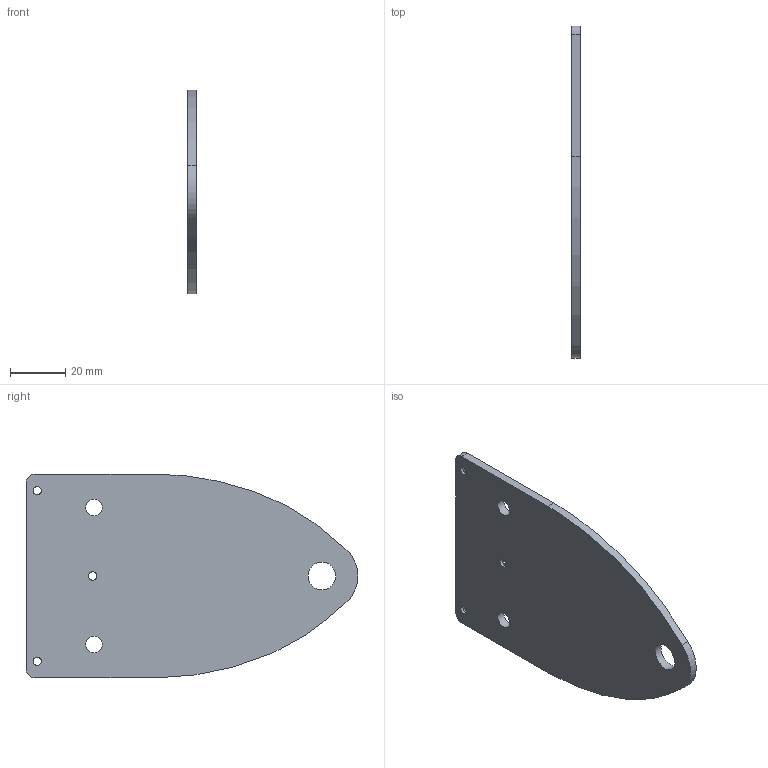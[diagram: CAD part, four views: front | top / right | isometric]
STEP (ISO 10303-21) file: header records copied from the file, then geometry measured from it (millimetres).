
FILE_DESCRIPTION(/* description */ (''),/* implementation_level */ '2;1');
FILE_NAME(/* name */ 'BR-14-trolleyside.stp',/* time_stamp */ '2021-07-14T21:46:28+01:00',/* author */ ('hobly'),/* organization */ (''),/* preprocessor_version */ 'ST-DEVELOPER v18',/* originating_system */ 'Autodesk Inventor 2020',/* authorisation */ '');
FILE_SCHEMA (('AUTOMOTIVE_DESIGN { 1 0 10303 214 3 1 1 }'));
Length unit declared in the file: millimetre
Products named in the file (1): trolley6mm-sides
Bounding box: 3 x 119.71 x 73.5 mm (x, y, z)
Volume: 21632.9 mm3; surface area: 15755.5 mm2
Topology: 1 solids, 1 shells, 19 faces, 56 edges, 39 vertices
Faces by surface type: cylinder 9, plane 5, cone 3, bspline 2
Full cylindrical faces by diameter (mm): 3 x3, 6 x2, 10 x1
Entity records: 976 total; most frequent: CARTESIAN_POINT 381, DIRECTION 117, ORIENTED_EDGE 112, EDGE_CURVE 56, AXIS2_PLACEMENT_3D 47, VERTEX_POINT 39, EDGE_LOOP 31, CIRCLE 29
